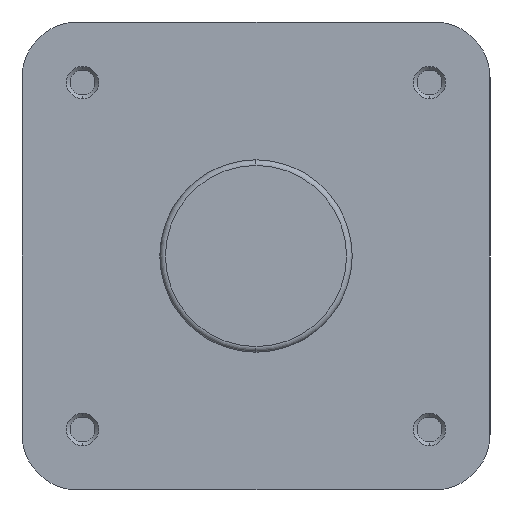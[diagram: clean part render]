
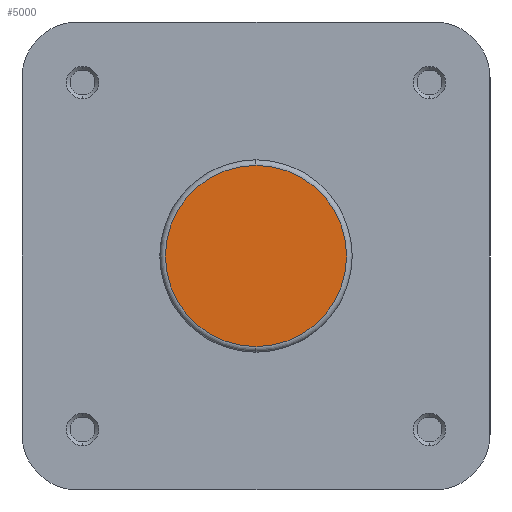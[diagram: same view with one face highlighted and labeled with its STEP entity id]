
A CAD part, left-side view. The second image highlights one B-rep face of the part: STEP entity #5000.
In plain terms, the highlighted planar face has unit normal (-1, 0, 0).
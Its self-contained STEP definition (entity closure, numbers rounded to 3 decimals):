
#658 = ORIENTED_EDGE ( 'NONE', *, *, #3279, .T. ) ;
#659 = ORIENTED_EDGE ( 'NONE', *, *, #1217, .T. ) ;
#843 = CIRCLE ( 'NONE', #1477, 24.4 ) ;
#1217 = EDGE_CURVE ( 'NONE', #3858, #3944, #843, .T. ) ;
#1477 = AXIS2_PLACEMENT_3D ( 'NONE', #4075, #4076, #4077 ) ;
#1634 = AXIS2_PLACEMENT_3D ( 'NONE', #4812, #4815, #4816 ) ;
#1677 = AXIS2_PLACEMENT_3D ( 'NONE', #2264, #2270, #2271 ) ;
#2014 = CARTESIAN_POINT ( 'NONE',  ( 0., 0., -24.4 ) ) ;
#2100 = CARTESIAN_POINT ( 'NONE',  ( 0., 0., 24.4 ) ) ;
#2261 = PLANE ( 'NONE',  #1677 ) ;
#2264 = CARTESIAN_POINT ( 'NONE',  ( 0., 0., 0. ) ) ;
#2270 = DIRECTION ( 'NONE',  ( 1., 0., 0. ) ) ;
#2271 = DIRECTION ( 'NONE',  ( 0., 0., -1. ) ) ;
#3252 = FACE_OUTER_BOUND ( 'NONE', #3403, .T. ) ;
#3279 = EDGE_CURVE ( 'NONE', #3944, #3858, #3307, .T. ) ;
#3307 = CIRCLE ( 'NONE', #1634, 24.4 ) ;
#3403 = EDGE_LOOP ( 'NONE', ( #659, #658 ) ) ;
#3858 = VERTEX_POINT ( 'NONE', #2014 ) ;
#3944 = VERTEX_POINT ( 'NONE', #2100 ) ;
#4075 = CARTESIAN_POINT ( 'NONE',  ( 0., 0., 0. ) ) ;
#4076 = DIRECTION ( 'NONE',  ( -1., 0., 0. ) ) ;
#4077 = DIRECTION ( 'NONE',  ( 0., 0., -1. ) ) ;
#4812 = CARTESIAN_POINT ( 'NONE',  ( 0., 0., 0. ) ) ;
#4815 = DIRECTION ( 'NONE',  ( -1., 0., 0. ) ) ;
#4816 = DIRECTION ( 'NONE',  ( 0., 0., -1. ) ) ;
#5000 = ADVANCED_FACE ( 'NONE', ( #3252 ), #2261, .F. ) ;
